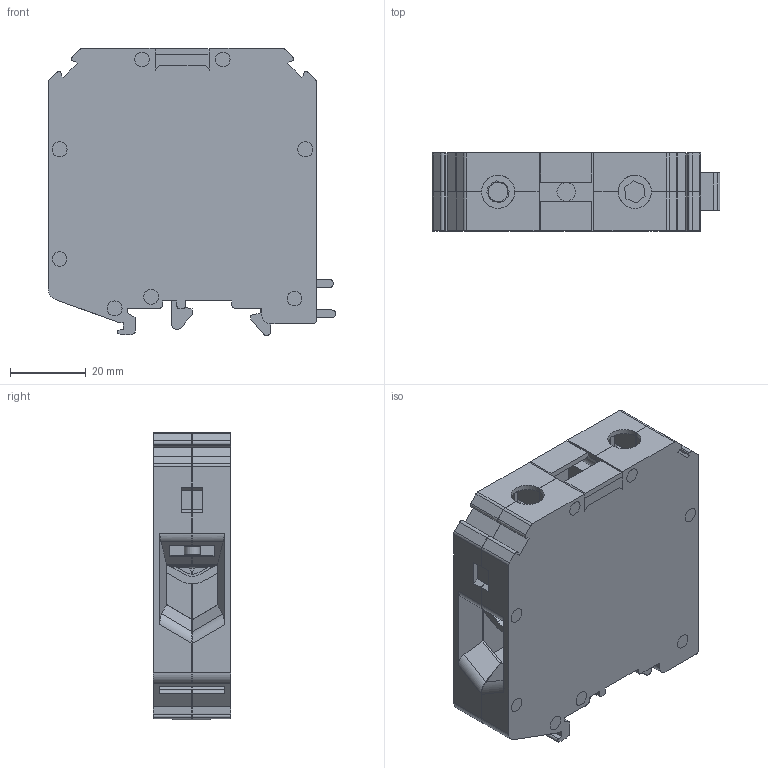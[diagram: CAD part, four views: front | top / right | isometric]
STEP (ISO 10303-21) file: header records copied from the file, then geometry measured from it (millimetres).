
FILE_DESCRIPTION(/* description */ ('Unknown'),/* implementation_level */ '2;1');
FILE_NAME(/* name */ 'KUT50A_3D_SOLID',/* time_stamp */ '2023-09-27T13:32:40+05:00',/* author */ ('Unknown'),/* organization */ ('Unknown'),/* preprocessor_version */ 'ST-DEVELOPER v16.7',/* originating_system */ 'Solid Edge',/* authorisation */ 'Unknown');
FILE_SCHEMA (('AUTOMOTIVE_DESIGN {1 0 10303 214 3 1 1}'));
Length unit declared in the file: millimetre
Products named in the file (12): 2KUT50A; 6KUT50H1; 6KUT50H2; 8KUT50C_T1; 6KUT50FOOT2; 7KUT50ACLAS; 7K50NUT_T1; 7K50CLSP; 7KUT50CL - For Assm; 52SAKUT50; 6KUT50FOOT1; 42COKUT95
Assembly tree (13 placements, depth 3):
  2KUT50A
    6KUT50H1
    6KUT50H2
    8KUT50C_T1
    6KUT50FOOT2
    7KUT50ACLAS  x2
      7K50NUT_T1
      7K50CLSP
      7KUT50CL - For Assm
      52SAKUT50
    6KUT50FOOT1
    52SAKUT50
    42COKUT95
Bounding box: 76.05 x 20.56 x 76 mm (x, y, z)
Volume: 44853.3 mm3; surface area: 56548.6 mm2
Topology: 14 solids, 30 shells, 1293 faces, 3503 edges, 2324 vertices
Faces by surface type: plane 941, cylinder 300, cone 45, torus 7
Full cylindrical faces by diameter (mm): 1.85 x2, 3.85 x19, 3.95 x13, 4.2 x3, 4.704 x1, 4.806 x1, 4.815 x1, 4.889 x1, 4.899 x1, 4.917 x3, 5.053 x1, 5.336 x1, 5.578 x1, 6 x5, 6.3 x2, 7.05 x1
Entity records: 36488 total; most frequent: CARTESIAN_POINT 6370, ORIENTED_EDGE 6016, DIRECTION 5886, EDGE_CURVE 3008, LINE 2376, VECTOR 2376, VERTEX_POINT 2033, AXIS2_PLACEMENT_3D 1755
